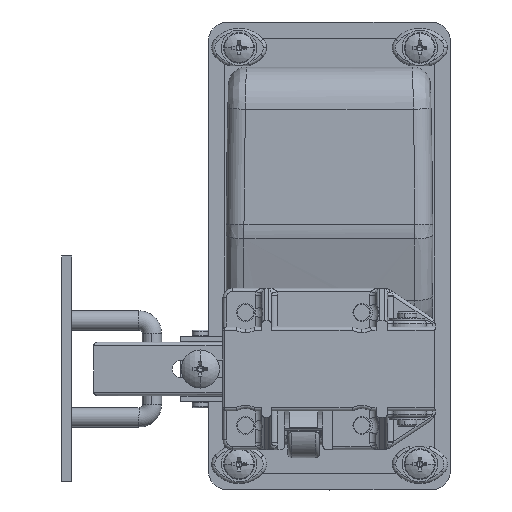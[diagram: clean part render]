
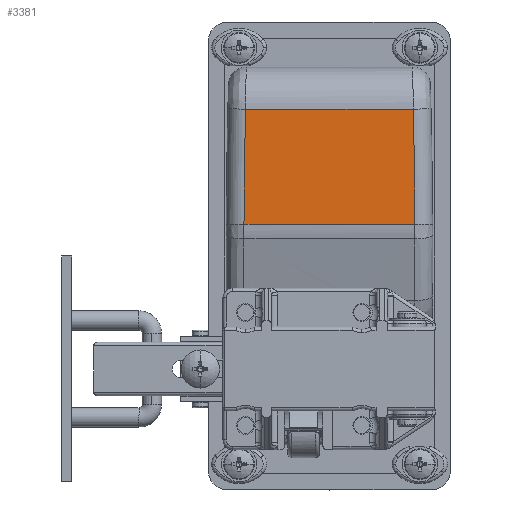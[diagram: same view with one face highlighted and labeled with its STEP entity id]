
A CAD part, front view. The second image highlights one B-rep face of the part: STEP entity #3381.
In plain terms, the highlighted planar face has unit normal (0, -1, 0).
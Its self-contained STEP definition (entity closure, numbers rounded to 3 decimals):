
#1244 = EDGE_LOOP ( 'NONE', ( #11446, #23626, #14304, #29455 ) ) ;
#1292 = DIRECTION ( 'NONE',  ( 0., -1., 0. ) ) ;
#1750 = CARTESIAN_POINT ( 'NONE',  ( -37., -22., 9.795 ) ) ;
#3205 = CIRCLE ( 'NONE', #14276, 1986.5 ) ;
#3381 = ADVANCED_FACE ( 'NONE', ( #14086 ), #13673, .T. ) ;
#4033 = VECTOR ( 'NONE', #7733, 1000. ) ;
#4397 = VERTEX_POINT ( 'NONE', #33257 ) ;
#6421 = VERTEX_POINT ( 'NONE', #22503 ) ;
#6996 = EDGE_CURVE ( 'NONE', #26782, #6421, #18445, .T. ) ;
#7733 = DIRECTION ( 'NONE',  ( -1., 0., 0. ) ) ;
#7799 = CARTESIAN_POINT ( 'NONE',  ( 32., -22., 58.5 ) ) ;
#11446 = ORIENTED_EDGE ( 'NONE', *, *, #6996, .F. ) ;
#11793 = CARTESIAN_POINT ( 'NONE',  ( 1960., -22., 0. ) ) ;
#11975 = AXIS2_PLACEMENT_3D ( 'NONE', #40839, #40401, #14362 ) ;
#13673 = PLANE ( 'NONE',  #32322 ) ;
#14018 = LINE ( 'NONE', #17249, #4033 ) ;
#14086 = FACE_OUTER_BOUND ( 'NONE', #1244, .T. ) ;
#14276 = AXIS2_PLACEMENT_3D ( 'NONE', #11793, #25011, #21757 ) ;
#14304 = ORIENTED_EDGE ( 'NONE', *, *, #34999, .T. ) ;
#14362 = DIRECTION ( 'NONE',  ( 0., 0., -1. ) ) ;
#17249 = CARTESIAN_POINT ( 'NONE',  ( -37., -22., 45.5 ) ) ;
#17300 = VECTOR ( 'NONE', #41676, 1000. ) ;
#17478 = CIRCLE ( 'NONE', #11975, 1986.5 ) ;
#18445 = LINE ( 'NONE', #1750, #17300 ) ;
#21027 = DIRECTION ( 'NONE',  ( 0., 0., -1. ) ) ;
#21757 = DIRECTION ( 'NONE',  ( 0., 0., -1. ) ) ;
#22503 = CARTESIAN_POINT ( 'NONE',  ( -26.476, -22., 9.795 ) ) ;
#23626 = ORIENTED_EDGE ( 'NONE', *, *, #40389, .T. ) ;
#25011 = DIRECTION ( 'NONE',  ( 0., -1., 0. ) ) ;
#26782 = VERTEX_POINT ( 'NONE', #31003 ) ;
#29455 = ORIENTED_EDGE ( 'NONE', *, *, #31935, .T. ) ;
#30039 = CARTESIAN_POINT ( 'NONE',  ( 25.979, -22., 45.5 ) ) ;
#30217 = VERTEX_POINT ( 'NONE', #30039 ) ;
#31003 = CARTESIAN_POINT ( 'NONE',  ( 26.476, -22., 9.795 ) ) ;
#31935 = EDGE_CURVE ( 'NONE', #4397, #6421, #3205, .T. ) ;
#32322 = AXIS2_PLACEMENT_3D ( 'NONE', #7799, #1292, #21027 ) ;
#33257 = CARTESIAN_POINT ( 'NONE',  ( -25.979, -22., 45.5 ) ) ;
#34999 = EDGE_CURVE ( 'NONE', #30217, #4397, #14018, .T. ) ;
#40389 = EDGE_CURVE ( 'NONE', #26782, #30217, #17478, .T. ) ;
#40401 = DIRECTION ( 'NONE',  ( 0., -1., 0. ) ) ;
#40839 = CARTESIAN_POINT ( 'NONE',  ( -1960., -22., 0. ) ) ;
#41676 = DIRECTION ( 'NONE',  ( -1., 0., 0. ) ) ;
